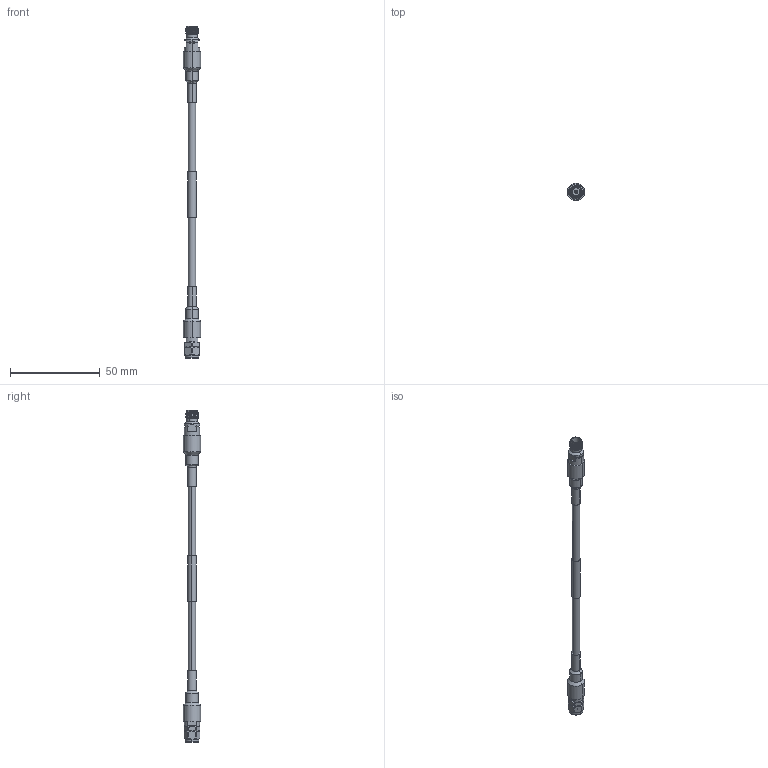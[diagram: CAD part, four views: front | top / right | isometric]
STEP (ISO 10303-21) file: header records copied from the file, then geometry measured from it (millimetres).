
FILE_DESCRIPTION (( 'STEP AP214' ), '1' );
FILE_NAME ('FMC4050914_3D.step', '2025-03-07T00:13:38', ( '' ), ( '' ), 'SwSTEP 2.0', 'SolidWorks 2022', '' );
FILE_SCHEMA (( 'AUTOMOTIVE_DESIGN' ));
Length unit declared in the file: inch
Products named in the file (5): Heat Shrink_FM160FLEX; FMCN1458; Coax Cable_FM160FLEX_PE-P160; FMC4050914_3D; FMCN1901
Assembly tree (5 placements, depth 2):
  FMC4050914_3D
    Coax Cable_FM160FLEX_PE-P160
    Heat Shrink_FM160FLEX  x2
    FMCN1458
    FMCN1901
Bounding box: 9.49 x 9.49 x 184.71 mm (x, y, z)
Volume: 5936.1 mm3; surface area: 4972.2 mm2
Topology: 7 solids, 7 shells, 250 faces, 606 edges, 388 vertices
Faces by surface type: cylinder 117, plane 76, cone 37, bspline 14, torus 6
Entity records: 10005 total; most frequent: CARTESIAN_POINT 4120, DIRECTION 1176, ORIENTED_EDGE 1156, EDGE_CURVE 578, AXIS2_PLACEMENT_3D 484, VERTEX_POINT 375, EDGE_LOOP 271, CIRCLE 249
